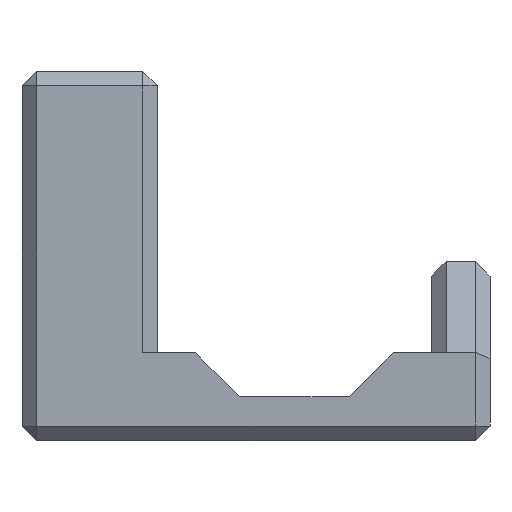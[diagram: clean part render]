
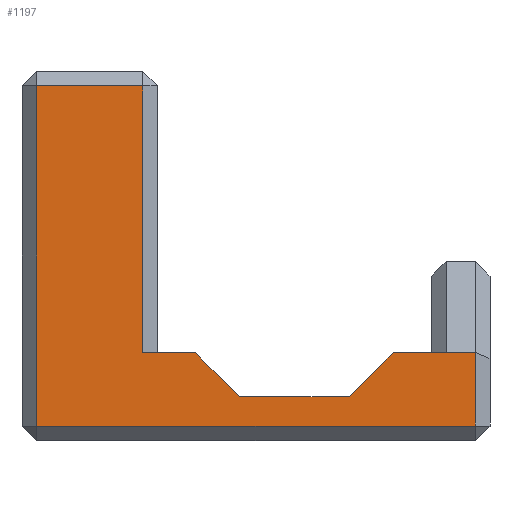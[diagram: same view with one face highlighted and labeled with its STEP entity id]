
A CAD part, front view. The second image highlights one B-rep face of the part: STEP entity #1197.
In plain terms, the highlighted planar face has unit normal (0, -1, 0).
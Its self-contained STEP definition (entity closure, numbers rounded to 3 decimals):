
#41=PLANE('',#1304);
#118=FACE_OUTER_BOUND('',#189,.T.);
#189=EDGE_LOOP('',(#960,#961,#962,#963,#964,#965,#966,#967,#968,#969,#970,
#971));
#290=LINE('',#1838,#438);
#306=LINE('',#1870,#454);
#308=LINE('',#1873,#456);
#309=LINE('',#1875,#457);
#310=LINE('',#1877,#458);
#311=LINE('',#1879,#459);
#312=LINE('',#1881,#460);
#313=LINE('',#1883,#461);
#314=LINE('',#1885,#462);
#315=LINE('',#1887,#463);
#316=LINE('',#1889,#464);
#317=LINE('',#1890,#465);
#438=VECTOR('',#1490,10.);
#454=VECTOR('',#1510,10.);
#456=VECTOR('',#1514,10.);
#457=VECTOR('',#1515,10.);
#458=VECTOR('',#1516,10.);
#459=VECTOR('',#1517,10.);
#460=VECTOR('',#1518,10.);
#461=VECTOR('',#1519,10.);
#462=VECTOR('',#1520,10.);
#463=VECTOR('',#1521,10.);
#464=VECTOR('',#1522,10.);
#465=VECTOR('',#1523,10.);
#600=VERTEX_POINT('',#1836);
#601=VERTEX_POINT('',#1837);
#614=VERTEX_POINT('',#1867);
#615=VERTEX_POINT('',#1869);
#616=VERTEX_POINT('',#1874);
#617=VERTEX_POINT('',#1876);
#618=VERTEX_POINT('',#1878);
#619=VERTEX_POINT('',#1880);
#620=VERTEX_POINT('',#1882);
#621=VERTEX_POINT('',#1884);
#622=VERTEX_POINT('',#1886);
#623=VERTEX_POINT('',#1888);
#726=EDGE_CURVE('',#600,#601,#290,.T.);
#742=EDGE_CURVE('',#614,#615,#306,.T.);
#744=EDGE_CURVE('',#600,#615,#308,.T.);
#745=EDGE_CURVE('',#614,#616,#309,.T.);
#746=EDGE_CURVE('',#617,#616,#310,.T.);
#747=EDGE_CURVE('',#618,#617,#311,.T.);
#748=EDGE_CURVE('',#619,#618,#312,.T.);
#749=EDGE_CURVE('',#620,#619,#313,.T.);
#750=EDGE_CURVE('',#621,#620,#314,.T.);
#751=EDGE_CURVE('',#622,#621,#315,.T.);
#752=EDGE_CURVE('',#623,#622,#316,.T.);
#753=EDGE_CURVE('',#601,#623,#317,.T.);
#960=ORIENTED_EDGE('',*,*,#726,.F.);
#961=ORIENTED_EDGE('',*,*,#744,.T.);
#962=ORIENTED_EDGE('',*,*,#742,.F.);
#963=ORIENTED_EDGE('',*,*,#745,.T.);
#964=ORIENTED_EDGE('',*,*,#746,.F.);
#965=ORIENTED_EDGE('',*,*,#747,.F.);
#966=ORIENTED_EDGE('',*,*,#748,.F.);
#967=ORIENTED_EDGE('',*,*,#749,.F.);
#968=ORIENTED_EDGE('',*,*,#750,.F.);
#969=ORIENTED_EDGE('',*,*,#751,.F.);
#970=ORIENTED_EDGE('',*,*,#752,.F.);
#971=ORIENTED_EDGE('',*,*,#753,.F.);
#1197=ADVANCED_FACE('',(#118),#41,.T.);
#1304=AXIS2_PLACEMENT_3D('',#1872,#1512,#1513);
#1490=DIRECTION('',(0.707,0.,0.707));
#1510=DIRECTION('',(0.707,0.,-0.707));
#1512=DIRECTION('center_axis',(0.,-1.,0.));
#1513=DIRECTION('ref_axis',(0.,0.,-1.));
#1514=DIRECTION('',(-1.,0.,0.));
#1515=DIRECTION('',(-1.,0.,0.));
#1516=DIRECTION('',(0.,0.,-1.));
#1517=DIRECTION('',(1.,0.,0.));
#1518=DIRECTION('',(0.,0.,1.));
#1519=DIRECTION('',(-1.,0.,0.));
#1520=DIRECTION('',(0.,0.,-1.));
#1521=DIRECTION('',(1.,0.,0.));
#1522=DIRECTION('',(0.577,0.,0.816));
#1523=DIRECTION('',(1.,0.,0.));
#1836=CARTESIAN_POINT('',(8.65,0.,3.1));
#1837=CARTESIAN_POINT('',(9.85,0.,4.3));
#1838=CARTESIAN_POINT('',(8.708,0.,3.158));
#1867=CARTESIAN_POINT('',(4.45,0.,4.3));
#1869=CARTESIAN_POINT('',(5.65,0.,3.1));
#1870=CARTESIAN_POINT('',(4.653,0.,4.097));
#1872=CARTESIAN_POINT('Origin',(5.272,0.,5.512));
#1873=CARTESIAN_POINT('',(5.461,0.,3.1));
#1874=CARTESIAN_POINT('',(3.,0.,4.3));
#1875=CARTESIAN_POINT('',(10.9,0.,4.3));
#1876=CARTESIAN_POINT('',(3.,0.,11.6));
#1877=CARTESIAN_POINT('',(3.,0.,8.756));
#1878=CARTESIAN_POINT('',(0.1,0.,11.6));
#1879=CARTESIAN_POINT('',(2.486,0.,11.6));
#1880=CARTESIAN_POINT('',(0.1,0.,2.3));
#1881=CARTESIAN_POINT('',(0.1,0.,3.706));
#1882=CARTESIAN_POINT('',(12.1,0.,2.3));
#1883=CARTESIAN_POINT('',(8.886,0.,2.3));
#1884=CARTESIAN_POINT('',(12.1,0.,4.31));
#1885=CARTESIAN_POINT('',(12.1,0.,6.156));
#1886=CARTESIAN_POINT('',(11.3,0.,4.31));
#1887=CARTESIAN_POINT('',(8.086,0.,4.31));
#1888=CARTESIAN_POINT('',(11.293,0.,4.3));
#1889=CARTESIAN_POINT('',(10.658,0.,3.402));
#1890=CARTESIAN_POINT('',(4.336,0.,4.3));
